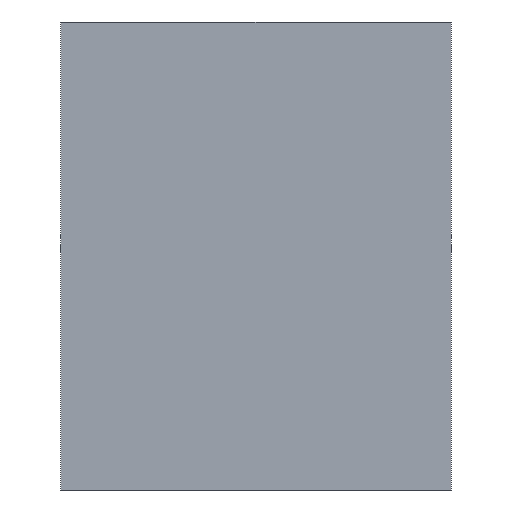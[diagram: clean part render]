
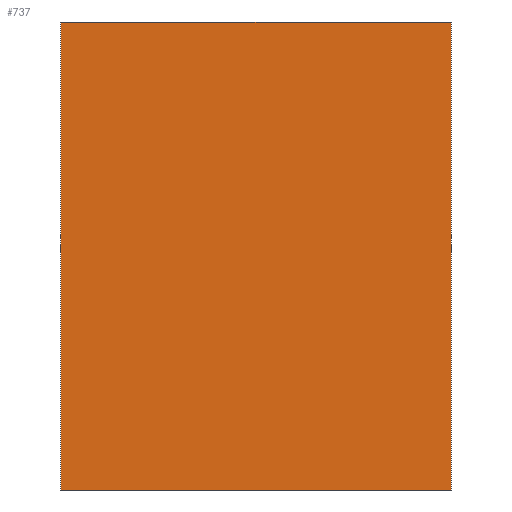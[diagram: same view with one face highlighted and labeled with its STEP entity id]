
A CAD part, front view. The second image highlights one B-rep face of the part: STEP entity #737.
In plain terms, the highlighted planar face has unit normal (0, -1, 0).
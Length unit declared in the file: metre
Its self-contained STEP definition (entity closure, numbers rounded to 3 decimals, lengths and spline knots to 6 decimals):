
#67=ORIENTED_EDGE('',*,*,#262,.T.);
#68=ORIENTED_EDGE('',*,*,#263,.F.);
#69=ORIENTED_EDGE('',*,*,#264,.F.);
#70=ORIENTED_EDGE('',*,*,#260,.T.);
#260=EDGE_CURVE('',#357,#356,#424,.T.);
#262=EDGE_CURVE('',#356,#358,#426,.T.);
#263=EDGE_CURVE('',#359,#358,#427,.T.);
#264=EDGE_CURVE('',#357,#359,#428,.T.);
#356=VERTEX_POINT('',#1123);
#357=VERTEX_POINT('',#1125);
#358=VERTEX_POINT('',#1129);
#359=VERTEX_POINT('',#1131);
#424=LINE('',#1124,#517);
#426=LINE('',#1128,#519);
#427=LINE('',#1130,#520);
#428=LINE('',#1132,#521);
#517=VECTOR('',#897,1.);
#519=VECTOR('',#901,1.);
#520=VECTOR('',#902,1.);
#521=VECTOR('',#903,1.);
#586=EDGE_LOOP('',(#67,#68,#69,#70));
#645=FACE_BOUND('',#586,.T.);
#695=PLANE('',#798);
#737=ADVANCED_FACE('',(#645),#695,.F.);
#798=AXIS2_PLACEMENT_3D('',#1127,#899,#900);
#897=DIRECTION('',(0.,0.,-1.));
#899=DIRECTION('',(0.,1.,0.));
#900=DIRECTION('',(0.,0.,1.));
#901=DIRECTION('',(1.,0.,0.));
#902=DIRECTION('',(0.,0.,-1.));
#903=DIRECTION('',(1.,0.,0.));
#1123=CARTESIAN_POINT('',(-0.00588,-0.00172,0.));
#1124=CARTESIAN_POINT('',(-0.00588,-0.00172,0.0141));
#1125=CARTESIAN_POINT('',(-0.00588,-0.00172,0.0141));
#1127=CARTESIAN_POINT('',(0.,-0.00172,0.0141));
#1128=CARTESIAN_POINT('',(0.,-0.00172,0.));
#1129=CARTESIAN_POINT('',(0.00588,-0.00172,0.));
#1130=CARTESIAN_POINT('',(0.00588,-0.00172,0.0141));
#1131=CARTESIAN_POINT('',(0.00588,-0.00172,0.0141));
#1132=CARTESIAN_POINT('',(0.,-0.00172,0.0141));
